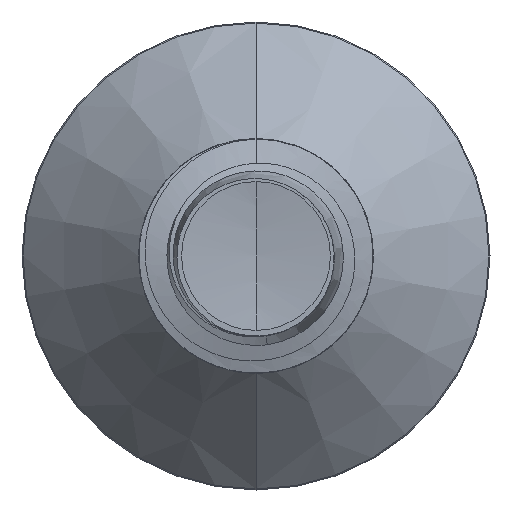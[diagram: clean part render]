
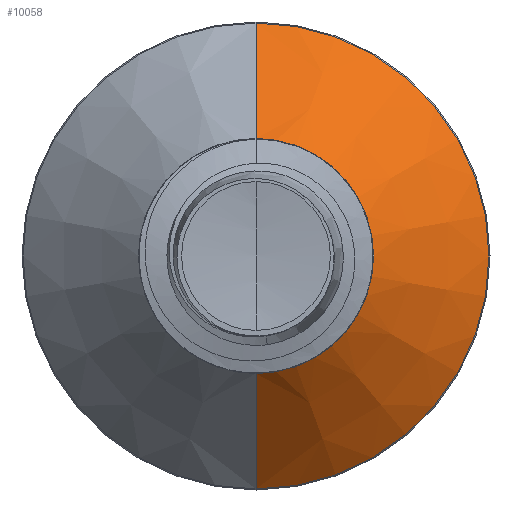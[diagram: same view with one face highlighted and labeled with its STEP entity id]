
A CAD part, front view. The second image highlights one B-rep face of the part: STEP entity #10058.
In plain terms, the highlighted conical face has half-angle 45 degrees and reference radius 1.256 mm.
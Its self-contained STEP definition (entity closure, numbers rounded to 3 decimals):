
#393 = LINE ( 'NONE', #3553, #7122 ) ;
#660 = EDGE_CURVE ( 'NONE', #7137, #9872, #393, .T. ) ;
#714 = EDGE_CURVE ( 'NONE', #11688, #10167, #7516, .T. ) ;
#1188 = DIRECTION ( 'NONE',  ( 0., 0., 1. ) ) ;
#1451 = DIRECTION ( 'NONE',  ( 0., 1., 0. ) ) ;
#1996 = EDGE_CURVE ( 'NONE', #11688, #7137, #12410, .T. ) ;
#2298 = CARTESIAN_POINT ( 'NONE',  ( 0., 4.206, 0. ) ) ;
#2551 = DIRECTION ( 'NONE',  ( 0., 1., 0. ) ) ;
#2589 = EDGE_CURVE ( 'NONE', #10167, #9872, #12881, .T. ) ;
#2801 = DIRECTION ( 'NONE',  ( 0., 0., 1. ) ) ;
#3164 = CARTESIAN_POINT ( 'NONE',  ( 0., 4.206, 1.256 ) ) ;
#3394 = DIRECTION ( 'NONE',  ( 0., 0.707, 0.707 ) ) ;
#3398 = CARTESIAN_POINT ( 'NONE',  ( 0., 4.206, 1.256 ) ) ;
#3523 = DIRECTION ( 'NONE',  ( 0., 0.707, -0.707 ) ) ;
#3553 = CARTESIAN_POINT ( 'NONE',  ( 0., 4.206, -1.256 ) ) ;
#3800 = ORIENTED_EDGE ( 'NONE', *, *, #1996, .T. ) ;
#4874 = CARTESIAN_POINT ( 'NONE',  ( 0., 4.206, -1.256 ) ) ;
#5060 = CARTESIAN_POINT ( 'NONE',  ( 0., 5.439, -2.489 ) ) ;
#5645 = AXIS2_PLACEMENT_3D ( 'NONE', #15480, #15549, #15538 ) ;
#6115 = CONICAL_SURFACE ( 'NONE', #10682, 1.256, 0.785 ) ;
#6518 = FACE_OUTER_BOUND ( 'NONE', #12100, .T. ) ;
#6667 = CARTESIAN_POINT ( 'NONE',  ( 0., 4.206, 0. ) ) ;
#7122 = VECTOR ( 'NONE', #3523, 1000. ) ;
#7137 = VERTEX_POINT ( 'NONE', #4874 ) ;
#7516 = LINE ( 'NONE', #3398, #15879 ) ;
#7547 = ORIENTED_EDGE ( 'NONE', *, *, #660, .T. ) ;
#9872 = VERTEX_POINT ( 'NONE', #5060 ) ;
#10058 = ADVANCED_FACE ( 'NONE', ( #6518 ), #6115, .T. ) ;
#10167 = VERTEX_POINT ( 'NONE', #15847 ) ;
#10682 = AXIS2_PLACEMENT_3D ( 'NONE', #6667, #2551, #2801 ) ;
#10710 = ORIENTED_EDGE ( 'NONE', *, *, #2589, .F. ) ;
#11688 = VERTEX_POINT ( 'NONE', #3164 ) ;
#12100 = EDGE_LOOP ( 'NONE', ( #3800, #7547, #10710, #15522 ) ) ;
#12410 = CIRCLE ( 'NONE', #13985, 1.256 ) ;
#12881 = CIRCLE ( 'NONE', #5645, 2.489 ) ;
#13985 = AXIS2_PLACEMENT_3D ( 'NONE', #2298, #1451, #1188 ) ;
#15480 = CARTESIAN_POINT ( 'NONE',  ( 0., 5.439, 0. ) ) ;
#15522 = ORIENTED_EDGE ( 'NONE', *, *, #714, .F. ) ;
#15538 = DIRECTION ( 'NONE',  ( 0., 0., 1. ) ) ;
#15549 = DIRECTION ( 'NONE',  ( 0., 1., 0. ) ) ;
#15847 = CARTESIAN_POINT ( 'NONE',  ( 0., 5.439, 2.489 ) ) ;
#15879 = VECTOR ( 'NONE', #3394, 1000. ) ;
